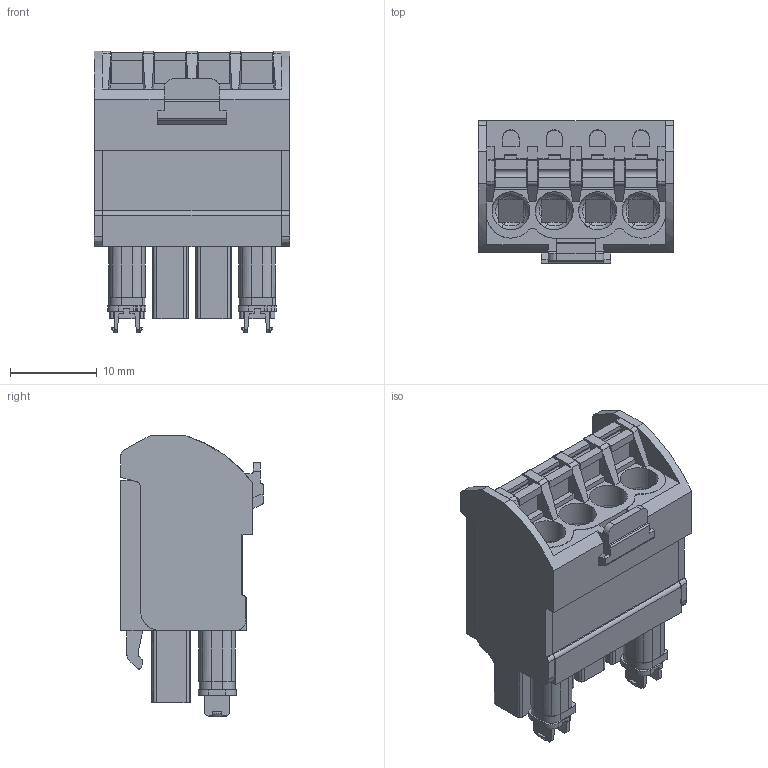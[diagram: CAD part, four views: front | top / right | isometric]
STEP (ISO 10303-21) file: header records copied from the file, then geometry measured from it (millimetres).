
FILE_DESCRIPTION(('CATIA V5 STEP Exchange','CAx-IF Rec.Pracs.--- Model Styling and Organization---1.5--- 2016-08-15','CAx-IF Rec.Pracs.---Supplemental Geometry---1.0---2011-11-01','CAx-IF Rec.Pracs.--- Composite Materials ---1.1---2010-07-15'),'2;1');
FILE_NAME ('11909648_3', '2025-02-06T11:30:13+00:00', ('none'), ('Weidmueller'), 'CATIA Version 5-6 Release 2022 SP4 HF5', 'CATIA V5 STEP AP214 v3', 'none');
FILE_SCHEMA(('AUTOMOTIVE_DESIGN { 1 0 10303 214 1 1 1 1 }'));
Length unit declared in the file: millimetre
Products named in the file (1): S3D_BHF_5-00_04_180LH_BK_OR
Bounding box: 22.5 x 16.41 x 32.43 mm (x, y, z)
Volume: 6438.4 mm3; surface area: 4762.5 mm2
Topology: 1 solids, 1 shells, 597 faces, 1824 edges, 1247 vertices
Faces by surface type: plane 400, cylinder 89, extrusion 72, cone 24, torus 8, revolution 4
Entity records: 21212 total; most frequent: CARTESIAN_POINT 5307, ORIENTED_EDGE 3648, DIRECTION 2395, EDGE_CURVE 1824, VECTOR 1361, LINE 1289, VERTEX_POINT 1247, AXIS2_PLACEMENT_3D 645
